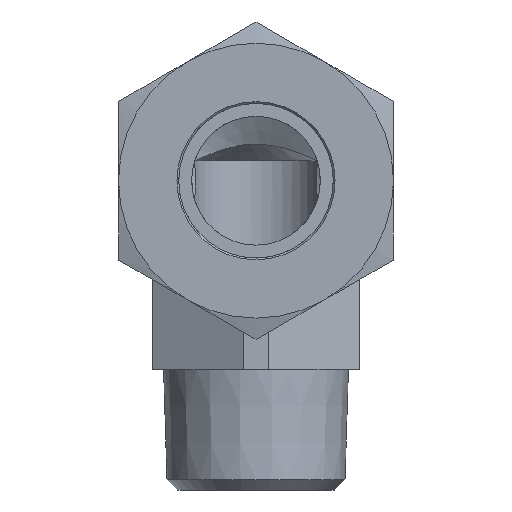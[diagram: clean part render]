
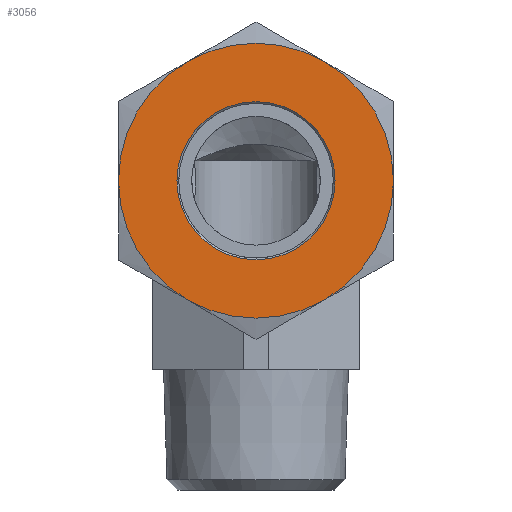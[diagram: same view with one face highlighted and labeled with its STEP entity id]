
A CAD part, front view. The second image highlights one B-rep face of the part: STEP entity #3056.
In plain terms, the highlighted face is planar.
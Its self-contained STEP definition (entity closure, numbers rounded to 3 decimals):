
#2960=CARTESIAN_POINT('',(9.2,0.,18.0));
#2961=VERTEX_POINT('',#2960);
#2962=CARTESIAN_POINT('',(0.0,0.0,18.0));
#2963=DIRECTION('',(0.0,0.0,1.0));
#2964=DIRECTION('',(-1.0,0.0,0.0));
#2965=AXIS2_PLACEMENT_3D('',#2962,#2963,#2964);
#2966=CIRCLE('',#2965,9.2);
#2967=EDGE_CURVE('',#2961,#2961,#2966,.T.);
#2992=CARTESIAN_POINT('',(0.,0.,18.0));
#2993=DIRECTION('',(0.0,0.0,1.0));
#2994=DIRECTION('',(1.0,0.0,0.0));
#2995=AXIS2_PLACEMENT_3D('',#2992,#2993,#2994);
#2996=PLANE('',#2995);
#2997=CARTESIAN_POINT('',(-8.,-13.856,18.0));
#2998=VERTEX_POINT('',#2997);
#2999=CARTESIAN_POINT('',(8.,-13.856,18.0));
#3000=VERTEX_POINT('',#2999);
#3001=CARTESIAN_POINT('',(0.0,0.0,18.0));
#3002=DIRECTION('',(0.0,0.0,1.0));
#3003=DIRECTION('',(-0.5,-0.866,0.0));
#3004=AXIS2_PLACEMENT_3D('',#3001,#3002,#3003);
#3005=CIRCLE('',#3004,16.);
#3006=EDGE_CURVE('',#2998,#3000,#3005,.T.);
#3007=ORIENTED_EDGE('',*,*,#3006,.T.);
#3008=CARTESIAN_POINT('',(16.0,0.,18.0));
#3009=VERTEX_POINT('',#3008);
#3010=CARTESIAN_POINT('',(0.0,0.0,18.0));
#3011=DIRECTION('',(0.0,0.0,1.0));
#3012=DIRECTION('',(-0.5,-0.866,0.0));
#3013=AXIS2_PLACEMENT_3D('',#3010,#3011,#3012);
#3014=CIRCLE('',#3013,16.);
#3015=EDGE_CURVE('',#3000,#3009,#3014,.T.);
#3016=ORIENTED_EDGE('',*,*,#3015,.T.);
#3017=CARTESIAN_POINT('',(8.,13.856,18.0));
#3018=VERTEX_POINT('',#3017);
#3019=CARTESIAN_POINT('',(0.0,0.0,18.0));
#3020=DIRECTION('',(0.0,0.0,1.0));
#3021=DIRECTION('',(-0.5,-0.866,0.0));
#3022=AXIS2_PLACEMENT_3D('',#3019,#3020,#3021);
#3023=CIRCLE('',#3022,16.);
#3024=EDGE_CURVE('',#3009,#3018,#3023,.T.);
#3025=ORIENTED_EDGE('',*,*,#3024,.T.);
#3026=CARTESIAN_POINT('',(-8.,13.856,18.0));
#3027=VERTEX_POINT('',#3026);
#3028=CARTESIAN_POINT('',(0.0,0.0,18.0));
#3029=DIRECTION('',(0.0,0.0,1.0));
#3030=DIRECTION('',(-0.5,-0.866,0.0));
#3031=AXIS2_PLACEMENT_3D('',#3028,#3029,#3030);
#3032=CIRCLE('',#3031,16.);
#3033=EDGE_CURVE('',#3018,#3027,#3032,.T.);
#3034=ORIENTED_EDGE('',*,*,#3033,.T.);
#3035=CARTESIAN_POINT('',(-16.0,0.0,18.0));
#3036=VERTEX_POINT('',#3035);
#3037=CARTESIAN_POINT('',(0.0,0.0,18.0));
#3038=DIRECTION('',(0.0,0.0,1.0));
#3039=DIRECTION('',(-0.5,-0.866,0.0));
#3040=AXIS2_PLACEMENT_3D('',#3037,#3038,#3039);
#3041=CIRCLE('',#3040,16.);
#3042=EDGE_CURVE('',#3027,#3036,#3041,.T.);
#3043=ORIENTED_EDGE('',*,*,#3042,.T.);
#3044=CARTESIAN_POINT('',(0.0,0.0,18.0));
#3045=DIRECTION('',(0.0,0.0,1.0));
#3046=DIRECTION('',(-0.5,-0.866,0.0));
#3047=AXIS2_PLACEMENT_3D('',#3044,#3045,#3046);
#3048=CIRCLE('',#3047,16.);
#3049=EDGE_CURVE('',#3036,#2998,#3048,.T.);
#3050=ORIENTED_EDGE('',*,*,#3049,.T.);
#3051=EDGE_LOOP('',(#3007,#3016,#3025,#3034,#3043,#3050));
#3052=FACE_OUTER_BOUND('',#3051,.T.);
#3053=ORIENTED_EDGE('',*,*,#2967,.F.);
#3054=EDGE_LOOP('',(#3053));
#3055=FACE_BOUND('',#3054,.T.);
#3056=ADVANCED_FACE('',(#3052,#3055),#2996,.T.);
